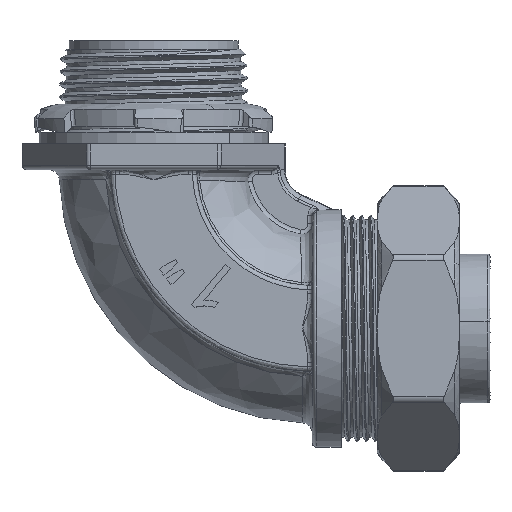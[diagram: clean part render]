
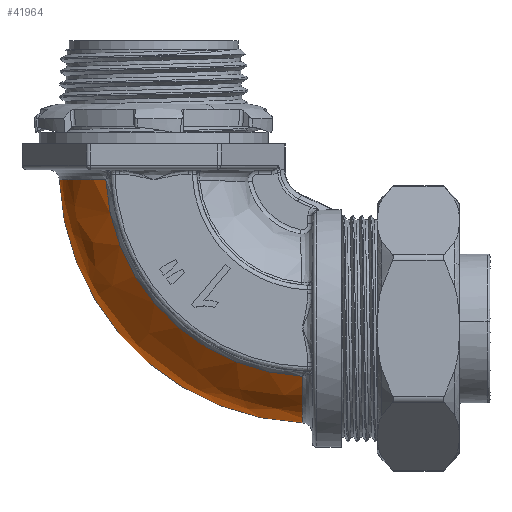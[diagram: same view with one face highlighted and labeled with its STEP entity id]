
A CAD part, left-side view. The second image highlights one B-rep face of the part: STEP entity #41964.
In plain terms, the highlighted free-form (B-spline) face has degree [3, 3] with [4, 4] control points.
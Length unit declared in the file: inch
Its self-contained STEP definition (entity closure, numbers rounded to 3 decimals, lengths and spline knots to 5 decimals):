
#307 = AXIS2_PLACEMENT_3D ( 'NONE', #25405, #763, #29517 ) ;
#471 = CARTESIAN_POINT ( 'NONE',  ( -0.32227, 2.34299, 1.02305 ) ) ;
#763 = DIRECTION ( 'NONE',  ( -1., 0., 0. ) ) ;
#1373 = CARTESIAN_POINT ( 'NONE',  ( -0.23523, 0.74164, -0.6487 ) ) ;
#1535 = CARTESIAN_POINT ( 'NONE',  ( -0.3012, 0.75742, -0.5741 ) ) ;
#3133 = DIRECTION ( 'NONE',  ( 0., 0., 1. ) ) ;
#4444 = CARTESIAN_POINT ( 'NONE',  ( -0.44073, 2.2569, 1.02279 ) ) ;
#4613 = CARTESIAN_POINT ( 'NONE',  ( -0.22319, 2.39165, 1.02319 ) ) ;
#5477 = CARTESIAN_POINT ( 'NONE',  ( -0.05789, 0.75722, -0.64816 ) ) ;
#5488 = CARTESIAN_POINT ( 'NONE',  ( 0., 2.39983, 0.0677 ) ) ;
#5655 = CARTESIAN_POINT ( 'NONE',  ( -0.31693, 0.75744, -0.56552 ) ) ;
#6598 = VERTEX_POINT ( 'NONE', #45567 ) ;
#8191 = ORIENTED_EDGE ( 'NONE', *, *, #33227, .T. ) ;
#8581 = CARTESIAN_POINT ( 'NONE',  ( -0.38456, 2.30267, 1.02293 ) ) ;
#8750 = CARTESIAN_POINT ( 'NONE',  ( -0.11411, 2.41919, 1.02326 ) ) ;
#9472 = CARTESIAN_POINT ( 'NONE',  ( -0.55919, 1.52514, -0.30574 ) ) ;
#9649 = CARTESIAN_POINT ( 'NONE',  ( 0., 0.75722, -0.64816 ) ) ;
#9657 = CARTESIAN_POINT ( 'NONE',  ( 0., 0.74164, -0.6487 ) ) ;
#9830 = CARTESIAN_POINT ( 'NONE',  ( -0.32064, 0.75745, -0.56342 ) ) ;
#11014 = AXIS2_PLACEMENT_3D ( 'NONE', #52473, #27746, #3133 ) ;
#11130 = VERTEX_POINT ( 'NONE', #49599 ) ;
#11996 = CARTESIAN_POINT ( 'NONE',  ( -0.55919, 0.75824, -0.3287 ) ) ;
#12658 = ORIENTED_EDGE ( 'NONE', *, *, #16454, .T. ) ;
#12717 = CARTESIAN_POINT ( 'NONE',  ( -0.35402, 2.32365, 1.02299 ) ) ;
#12893 = CARTESIAN_POINT ( 'NONE',  ( -0.02886, 2.42866, 1.02328 ) ) ;
#13610 = CARTESIAN_POINT ( 'NONE',  ( -0.43954, 2.31267, 1.04239 ) ) ;
#13968 = CARTESIAN_POINT ( 'NONE',  ( -0.32171, 0.75745, -0.56282 ) ) ;
#14539 = CIRCLE ( 'NONE', #307, 1.741 ) ;
#15790 = ORIENTED_EDGE ( 'NONE', *, *, #28496, .T. ) ;
#16454 = EDGE_CURVE ( 'NONE', #40000, #11130, #51923, .T. ) ;
#16834 = CARTESIAN_POINT ( 'NONE',  ( -0.33333, 2.33654, 1.02303 ) ) ;
#17704 = CARTESIAN_POINT ( 'NONE',  ( -0.43954, 1.64424, -0.50476 ) ) ;
#17883 = CARTESIAN_POINT ( 'NONE',  ( -0.19624, 0.75729, -0.61842 ) ) ;
#18050 = CARTESIAN_POINT ( 'NONE',  ( -0.42105, 0.75764, -0.49622 ) ) ;
#19308 = B_SPLINE_CURVE_WITH_KNOTS ( 'NONE', 3,
 ( #9649, #5477, #42588, #17883, #46717, #22041, #50838, #26174, #1535, #30331, #5655, #34466, #9830, #38612, #13968, #42771, #18050, #46895, #22214, #51028 ),
 .UNSPECIFIED., .F., .F.,
 ( 4, 2, 2, 2, 1, 1, 1, 1, 2, 2, 2, 4 ),
 ( 0.4993, 0.62447, 0.68706, 0.71835, 0.734, 0.74182, 0.74574, 0.74769, 0.74867, 0.74965, 0.87482, 1. ),
 .UNSPECIFIED. ) ;
#19952 = VERTEX_POINT ( 'NONE', #24595 ) ;
#20800 = CARTESIAN_POINT ( 'NONE',  ( -0.5329, 2.15375, 1.02244 ) ) ;
#20973 = CARTESIAN_POINT ( 'NONE',  ( -0.32477, 2.34156, 1.02304 ) ) ;
#21856 = CARTESIAN_POINT ( 'NONE',  ( -0.23523, 2.4292, 1.03886 ) ) ;
#22041 = CARTESIAN_POINT ( 'NONE',  ( -0.26101, 0.75736, -0.59352 ) ) ;
#22214 = CARTESIAN_POINT ( 'NONE',  ( -0.53292, 0.75806, -0.37322 ) ) ;
#24595 = CARTESIAN_POINT ( 'NONE',  ( 0., 0.75722, -0.64816 ) ) ;
#24956 = CARTESIAN_POINT ( 'NONE',  ( -0.55919, 2.1092, 1.02226 ) ) ;
#25135 = CARTESIAN_POINT ( 'NONE',  ( -0.32272, 2.34273, 1.02305 ) ) ;
#25405 = CARTESIAN_POINT ( 'NONE',  ( 0., 0.689, 1.0915 ) ) ;
#26012 = CARTESIAN_POINT ( 'NONE',  ( -0.23523, 1.7128, -0.61933 ) ) ;
#26174 = CARTESIAN_POINT ( 'NONE',  ( -0.29205, 0.7574, -0.57877 ) ) ;
#26770 =( BOUNDED_SURFACE ( )  B_SPLINE_SURFACE ( 3, 3, ( 
 ( #33930, #34110, #9472, #38274 ),
 ( #13610, #42411, #17704, #46563 ),
 ( #21856, #50669, #26012, #1373 ),
 ( #30156, #5488, #34293, #9657 ) ),
 .UNSPECIFIED., .F., .F., .F. ) 
 B_SPLINE_SURFACE_WITH_KNOTS ( ( 4, 4 ),
 ( 4, 4 ),
 ( 0., 1. ),
 ( 0., 1. ),
 .UNSPECIFIED. ) 
 GEOMETRIC_REPRESENTATION_ITEM ( )  RATIONAL_B_SPLINE_SURFACE ( (
 ( 1., 0.819, 0.819, 1.),
 ( 0.912, 0.747, 0.747, 0.912),
 ( 0.912, 0.747, 0.747, 0.912),
 ( 1., 0.819, 0.819, 1.) ) ) 
 REPRESENTATION_ITEM ( '' )  SURFACE ( )  );
#27746 = DIRECTION ( 'NONE',  ( 1., 0., 0. ) ) ;
#28496 = EDGE_CURVE ( 'NONE', #6598, #19952, #14539, .T. ) ;
#29055 = CARTESIAN_POINT ( 'NONE',  ( -0.50011, 2.19713, 1.02259 ) ) ;
#29236 = CARTESIAN_POINT ( 'NONE',  ( -0.27463, 2.3702, 1.02313 ) ) ;
#29517 = DIRECTION ( 'NONE',  ( 0., 0., 1. ) ) ;
#30059 = B_SPLINE_CURVE_WITH_KNOTS ( 'NONE', 3,
 ( #24956, #20800, #29055, #4444, #33211, #8581, #37381, #12717, #41533, #16834, #45641, #20973, #49775, #25135, #471, #29236, #4613, #33396, #8750, #37562, #12893, #41719 ),
 .UNSPECIFIED., .F., .F.,
 ( 4, 2, 2, 2, 1, 1, 1, 1, 2, 2, 2, 2, 4 ),
 ( 0., 0.12482, 0.18724, 0.21844, 0.23405, 0.24185, 0.24575, 0.2477, 0.24867, 0.24965, 0.37447, 0.43688, 0.4993 ),
 .UNSPECIFIED. ) ;
#30156 = CARTESIAN_POINT ( 'NONE',  ( 0., 2.4292, 1.03886 ) ) ;
#30331 = CARTESIAN_POINT ( 'NONE',  ( -0.31172, 0.75743, -0.56842 ) ) ;
#33211 = CARTESIAN_POINT ( 'NONE',  ( -0.41925, 2.27594, 1.02285 ) ) ;
#33227 = EDGE_CURVE ( 'NONE', #19952, #40000, #19308, .T. ) ;
#33396 = CARTESIAN_POINT ( 'NONE',  ( -0.1419, 2.41358, 1.02325 ) ) ;
#33430 = FACE_OUTER_BOUND ( 'NONE', #44954, .T. ) ;
#33930 = CARTESIAN_POINT ( 'NONE',  ( -0.55919, 2.11023, 1.04851 ) ) ;
#34110 = CARTESIAN_POINT ( 'NONE',  ( -0.55919, 2.08624, 0.25536 ) ) ;
#34293 = CARTESIAN_POINT ( 'NONE',  ( 0., 1.7128, -0.61933 ) ) ;
#34466 = CARTESIAN_POINT ( 'NONE',  ( -0.31953, 0.75745, -0.56405 ) ) ;
#37381 = CARTESIAN_POINT ( 'NONE',  ( -0.37258, 2.31127, 1.02296 ) ) ;
#37562 = CARTESIAN_POINT ( 'NONE',  ( -0.05763, 2.42673, 1.02328 ) ) ;
#38274 = CARTESIAN_POINT ( 'NONE',  ( -0.55919, 0.73199, -0.32973 ) ) ;
#38612 = CARTESIAN_POINT ( 'NONE',  ( -0.32138, 0.75745, -0.563 ) ) ;
#40000 = VERTEX_POINT ( 'NONE', #11996 ) ;
#41533 = CARTESIAN_POINT ( 'NONE',  ( -0.34459, 2.32971, 1.02301 ) ) ;
#41719 = CARTESIAN_POINT ( 'NONE',  ( 0., 2.42866, 1.02328 ) ) ;
#41964 = ADVANCED_FACE ( 'NONE', ( #33430 ), #26770, .T. ) ;
#42411 = CARTESIAN_POINT ( 'NONE',  ( -0.43954, 2.28526, 0.13626 ) ) ;
#42588 = CARTESIAN_POINT ( 'NONE',  ( -0.11489, 0.75723, -0.64038 ) ) ;
#42771 = CARTESIAN_POINT ( 'NONE',  ( -0.3747, 0.75754, -0.53252 ) ) ;
#44954 = EDGE_LOOP ( 'NONE', ( #45725, #15790, #8191, #12658 ) ) ;
#45567 = CARTESIAN_POINT ( 'NONE',  ( 0., 2.42866, 1.02328 ) ) ;
#45641 = CARTESIAN_POINT ( 'NONE',  ( -0.32763, 2.3399, 1.02304 ) ) ;
#45725 = ORIENTED_EDGE ( 'NONE', *, *, #46531, .T. ) ;
#46531 = EDGE_CURVE ( 'NONE', #11130, #6598, #30059, .T. ) ;
#46563 = CARTESIAN_POINT ( 'NONE',  ( -0.43954, 0.73811, -0.53217 ) ) ;
#46717 = CARTESIAN_POINT ( 'NONE',  ( -0.22267, 0.75731, -0.60939 ) ) ;
#46895 = CARTESIAN_POINT ( 'NONE',  ( -0.50016, 0.75791, -0.41657 ) ) ;
#49599 = CARTESIAN_POINT ( 'NONE',  ( -0.55919, 2.1092, 1.02226 ) ) ;
#49775 = CARTESIAN_POINT ( 'NONE',  ( -0.32354, 2.34226, 1.02305 ) ) ;
#50669 = CARTESIAN_POINT ( 'NONE',  ( -0.23523, 2.39983, 0.0677 ) ) ;
#50838 = CARTESIAN_POINT ( 'NONE',  ( -0.27357, 0.75738, -0.58784 ) ) ;
#51028 = CARTESIAN_POINT ( 'NONE',  ( -0.55919, 0.75824, -0.3287 ) ) ;
#51923 = CIRCLE ( 'NONE', #11014, 1.42188 ) ;
#52473 = CARTESIAN_POINT ( 'NONE',  ( -0.55919, 0.689, 1.0915 ) ) ;
